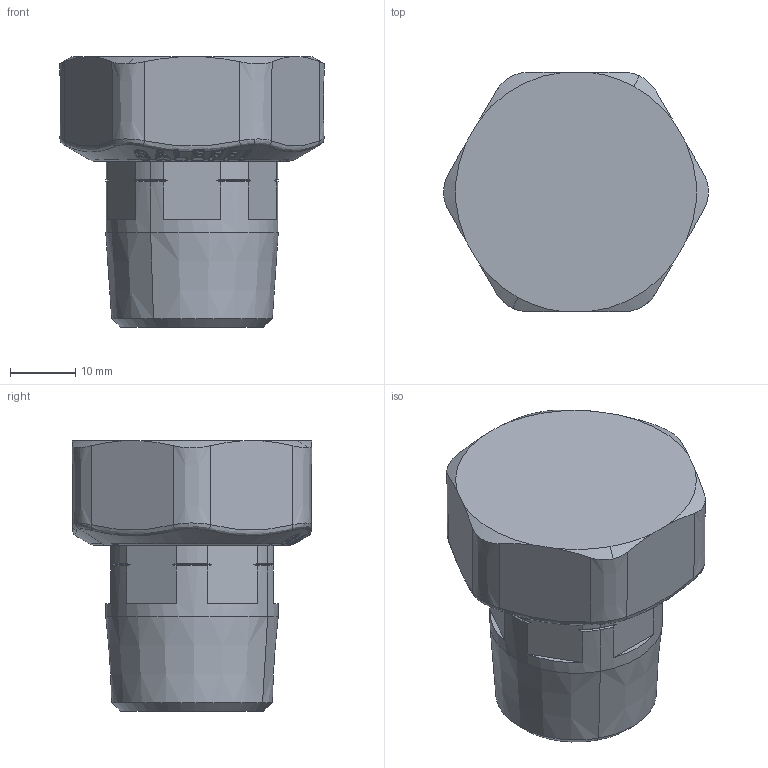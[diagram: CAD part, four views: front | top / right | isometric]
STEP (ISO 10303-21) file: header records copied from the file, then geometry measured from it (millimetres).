
FILE_DESCRIPTION(('CATIA V5 STEP Exchange'),'2;1');
FILE_NAME('STEP_R59788_-_TST.stp','2019-12-03T14:45:13+00:00',('none'),('none'),'CATIA Version 5-6 Release 2016 SP4','CATIA V5 STEP AP203','none');
FILE_SCHEMA(('CONFIG_CONTROL_DESIGN'));
Length unit declared in the file: millimetre
Products named in the file (1): R59788 - TST
Bounding box: 40.67 x 36.79 x 41.5 mm (x, y, z)
Volume: 31172.4 mm3; surface area: 6029.2 mm2
Topology: 1 solids, 1 shells, 487 faces, 1158 edges, 629 vertices
Faces by surface type: bspline 355, sphere 51, cone 48, plane 21, cylinder 10, torus 2
Entity records: 28984 total; most frequent: CARTESIAN_POINT 21328, ORIENTED_EDGE 2224, EDGE_CURVE 1112, B_SPLINE_CURVE_WITH_KNOTS 922, VERTEX_POINT 629, EDGE_LOOP 489, ADVANCED_FACE 487, FACE_OUTER_BOUND 487
